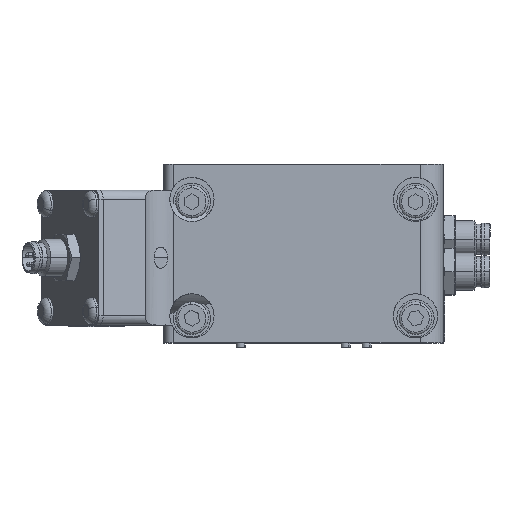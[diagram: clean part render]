
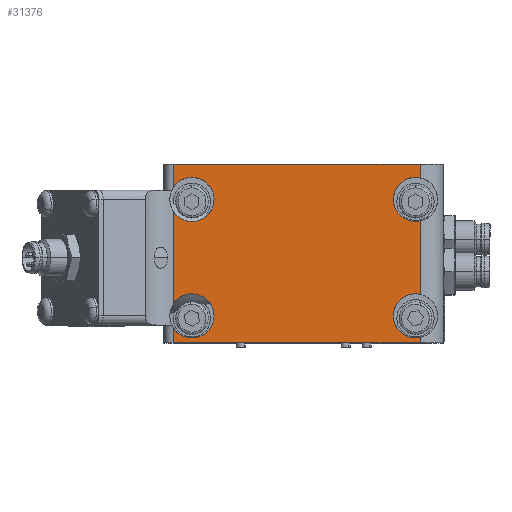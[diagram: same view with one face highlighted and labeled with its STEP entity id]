
A CAD part, top view. The second image highlights one B-rep face of the part: STEP entity #31376.
In plain terms, the highlighted planar face has unit normal (0, 0, 1).
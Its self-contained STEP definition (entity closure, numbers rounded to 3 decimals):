
#887 = DIRECTION ( 'NONE',  ( -1., 0., 0. ) ) ;
#1040 = CIRCLE ( 'NONE', #39256, 4.75 ) ;
#1300 = VERTEX_POINT ( 'NONE', #12563 ) ;
#1639 = ORIENTED_EDGE ( 'NONE', *, *, #31168, .T. ) ;
#2266 = ORIENTED_EDGE ( 'NONE', *, *, #36528, .T. ) ;
#2550 = VECTOR ( 'NONE', #37172, 1000. ) ;
#2556 = DIRECTION ( 'NONE',  ( 0., 0., -1. ) ) ;
#2953 = CARTESIAN_POINT ( 'NONE',  ( -4., -13.35, 33. ) ) ;
#3070 = CARTESIAN_POINT ( 'NONE',  ( -8., -15.912, 33. ) ) ;
#3087 = CARTESIAN_POINT ( 'NONE',  ( 44., 11.65, 33. ) ) ;
#4760 = VERTEX_POINT ( 'NONE', #15887 ) ;
#4955 = DIRECTION ( 'NONE',  ( -1., 0., 0. ) ) ;
#5021 = ORIENTED_EDGE ( 'NONE', *, *, #19656, .F. ) ;
#5273 = CARTESIAN_POINT ( 'NONE',  ( -8., -10.788, 33. ) ) ;
#5278 = CARTESIAN_POINT ( 'NONE',  ( 45., 19.15, 33. ) ) ;
#5317 = VECTOR ( 'NONE', #9466, 1000. ) ;
#5414 = VERTEX_POINT ( 'NONE', #32977 ) ;
#5587 = VERTEX_POINT ( 'NONE', #31405 ) ;
#6242 = DIRECTION ( 'NONE',  ( -1., 0., 0. ) ) ;
#6367 = DIRECTION ( 'NONE',  ( -1., 0., 0. ) ) ;
#6608 = DIRECTION ( 'NONE',  ( 0., 0., -1. ) ) ;
#6631 = ORIENTED_EDGE ( 'NONE', *, *, #14005, .T. ) ;
#6931 = EDGE_CURVE ( 'NONE', #32239, #5587, #27541, .T. ) ;
#7509 = VERTEX_POINT ( 'NONE', #9417 ) ;
#8288 = VERTEX_POINT ( 'NONE', #33199 ) ;
#9331 = EDGE_CURVE ( 'NONE', #7509, #30836, #15980, .T. ) ;
#9417 = CARTESIAN_POINT ( 'NONE',  ( -8., 9.088, 33. ) ) ;
#9466 = DIRECTION ( 'NONE',  ( 0., -1., 0. ) ) ;
#9581 = CIRCLE ( 'NONE', #20467, 4.75 ) ;
#9711 = ORIENTED_EDGE ( 'NONE', *, *, #11398, .T. ) ;
#10596 = AXIS2_PLACEMENT_3D ( 'NONE', #30514, #11069, #33785 ) ;
#10857 = ORIENTED_EDGE ( 'NONE', *, *, #11092, .T. ) ;
#11069 = DIRECTION ( 'NONE',  ( 0., 0., -1. ) ) ;
#11092 = EDGE_CURVE ( 'NONE', #20587, #33223, #23967, .T. ) ;
#11167 = CARTESIAN_POINT ( 'NONE',  ( 45., 19.15, 33. ) ) ;
#11387 = VERTEX_POINT ( 'NONE', #41754 ) ;
#11398 = EDGE_CURVE ( 'NONE', #30836, #29660, #40772, .T. ) ;
#11808 = ORIENTED_EDGE ( 'NONE', *, *, #31775, .T. ) ;
#12171 = EDGE_CURVE ( 'NONE', #13509, #4760, #39168, .T. ) ;
#12232 = LINE ( 'NONE', #25851, #28511 ) ;
#12563 = CARTESIAN_POINT ( 'NONE',  ( 45., -17.994, 33. ) ) ;
#12609 = ORIENTED_EDGE ( 'NONE', *, *, #20524, .T. ) ;
#13039 = EDGE_CURVE ( 'NONE', #5414, #28845, #37124, .T. ) ;
#13488 = EDGE_CURVE ( 'NONE', #11387, #32239, #22808, .T. ) ;
#13509 = VERTEX_POINT ( 'NONE', #22718 ) ;
#13573 = CARTESIAN_POINT ( 'NONE',  ( -8., 14.212, 33. ) ) ;
#13727 = CARTESIAN_POINT ( 'NONE',  ( 45., 19.15, 33. ) ) ;
#14005 = EDGE_CURVE ( 'NONE', #5587, #7509, #9581, .T. ) ;
#14227 = DIRECTION ( 'NONE',  ( 1., 0., 0. ) ) ;
#14456 = DIRECTION ( 'NONE',  ( 0., 0., -1. ) ) ;
#15202 = VECTOR ( 'NONE', #26028, 1000. ) ;
#15424 = CARTESIAN_POINT ( 'NONE',  ( 45., -19.15, 33. ) ) ;
#15887 = CARTESIAN_POINT ( 'NONE',  ( 39.25, 11.65, 33. ) ) ;
#15980 = LINE ( 'NONE', #32177, #5317 ) ;
#17246 = DIRECTION ( 'NONE',  ( 0., 0., -1. ) ) ;
#18165 = FACE_OUTER_BOUND ( 'NONE', #28284, .T. ) ;
#18513 = AXIS2_PLACEMENT_3D ( 'NONE', #2953, #25682, #6242 ) ;
#19656 = EDGE_CURVE ( 'NONE', #11387, #28845, #37754, .T. ) ;
#20338 = DIRECTION ( 'NONE',  ( 0., 0., -1. ) ) ;
#20467 = AXIS2_PLACEMENT_3D ( 'NONE', #21991, #2556, #25273 ) ;
#20524 = EDGE_CURVE ( 'NONE', #26990, #1300, #12232, .T. ) ;
#20587 = VERTEX_POINT ( 'NONE', #26278 ) ;
#20663 = ORIENTED_EDGE ( 'NONE', *, *, #12171, .T. ) ;
#21579 = EDGE_CURVE ( 'NONE', #29660, #34006, #24890, .T. ) ;
#21625 = CARTESIAN_POINT ( 'NONE',  ( 50., 19.15, 33. ) ) ;
#21863 = ORIENTED_EDGE ( 'NONE', *, *, #6931, .T. ) ;
#21991 = CARTESIAN_POINT ( 'NONE',  ( -4., 11.65, 33. ) ) ;
#22682 = DIRECTION ( 'NONE',  ( 0., 1., 0. ) ) ;
#22718 = CARTESIAN_POINT ( 'NONE',  ( 45., 7.006, 33. ) ) ;
#22722 = ORIENTED_EDGE ( 'NONE', *, *, #21579, .T. ) ;
#22792 = VECTOR ( 'NONE', #30033, 1000. ) ;
#22808 = LINE ( 'NONE', #32381, #15202 ) ;
#23477 = AXIS2_PLACEMENT_3D ( 'NONE', #26054, #6608, #29296 ) ;
#23536 = AXIS2_PLACEMENT_3D ( 'NONE', #39876, #20338, #887 ) ;
#23967 = CIRCLE ( 'NONE', #10596, 4.75 ) ;
#24269 = LINE ( 'NONE', #13727, #34931 ) ;
#24391 = PLANE ( 'NONE',  #31677 ) ;
#24890 = CIRCLE ( 'NONE', #23477, 4.75 ) ;
#25273 = DIRECTION ( 'NONE',  ( -1., 0., 0. ) ) ;
#25682 = DIRECTION ( 'NONE',  ( 0., 0., -1. ) ) ;
#25805 = DIRECTION ( 'NONE',  ( 0., 0., -1. ) ) ;
#25851 = CARTESIAN_POINT ( 'NONE',  ( 45., 19.15, 33. ) ) ;
#26028 = DIRECTION ( 'NONE',  ( 0., -1., 0. ) ) ;
#26054 = CARTESIAN_POINT ( 'NONE',  ( -4., -13.35, 33. ) ) ;
#26278 = CARTESIAN_POINT ( 'NONE',  ( 39.25, -13.35, 33. ) ) ;
#26671 = DIRECTION ( 'NONE',  ( 0., 1., 0. ) ) ;
#26979 = AXIS2_PLACEMENT_3D ( 'NONE', #36693, #17246, #39999 ) ;
#26990 = VERTEX_POINT ( 'NONE', #15424 ) ;
#27008 = LINE ( 'NONE', #33673, #41265 ) ;
#27541 = CIRCLE ( 'NONE', #40473, 4.75 ) ;
#28113 = CARTESIAN_POINT ( 'NONE',  ( 45., -8.706, 33. ) ) ;
#28284 = EDGE_LOOP ( 'NONE', ( #36670, #21863, #6631, #39182, #9711, #22722, #34656, #28950, #12609, #11808, #10857, #1639, #20663, #2266, #36200, #5021 ) ) ;
#28511 = VECTOR ( 'NONE', #22682, 1000. ) ;
#28845 = VERTEX_POINT ( 'NONE', #5278 ) ;
#28950 = ORIENTED_EDGE ( 'NONE', *, *, #35337, .T. ) ;
#29079 = VECTOR ( 'NONE', #41279, 1000. ) ;
#29296 = DIRECTION ( 'NONE',  ( -1., 0., 0. ) ) ;
#29660 = VERTEX_POINT ( 'NONE', #36465 ) ;
#29667 = EDGE_CURVE ( 'NONE', #34006, #8288, #40151, .T. ) ;
#29796 = CIRCLE ( 'NONE', #23536, 4.75 ) ;
#30033 = DIRECTION ( 'NONE',  ( 0., -1., 0. ) ) ;
#30514 = CARTESIAN_POINT ( 'NONE',  ( 44., -13.35, 33. ) ) ;
#30836 = VERTEX_POINT ( 'NONE', #5273 ) ;
#31168 = EDGE_CURVE ( 'NONE', #33223, #13509, #24269, .T. ) ;
#31376 = ADVANCED_FACE ( 'NONE', ( #18165 ), #24391, .F. ) ;
#31405 = CARTESIAN_POINT ( 'NONE',  ( 0.75, 11.65, 33. ) ) ;
#31677 = AXIS2_PLACEMENT_3D ( 'NONE', #40627, #37328, #4955 ) ;
#31775 = EDGE_CURVE ( 'NONE', #1300, #20587, #29796, .T. ) ;
#32177 = CARTESIAN_POINT ( 'NONE',  ( -8., 19.15, 33. ) ) ;
#32239 = VERTEX_POINT ( 'NONE', #13573 ) ;
#32381 = CARTESIAN_POINT ( 'NONE',  ( -8., 19.15, 33. ) ) ;
#32977 = CARTESIAN_POINT ( 'NONE',  ( 45., 16.294, 33. ) ) ;
#33199 = CARTESIAN_POINT ( 'NONE',  ( -8., -19.15, 33. ) ) ;
#33223 = VERTEX_POINT ( 'NONE', #28113 ) ;
#33312 = CARTESIAN_POINT ( 'NONE',  ( -8., 19.15, 33. ) ) ;
#33673 = CARTESIAN_POINT ( 'NONE',  ( 50., -19.15, 33. ) ) ;
#33785 = DIRECTION ( 'NONE',  ( -1., 0., 0. ) ) ;
#33907 = CARTESIAN_POINT ( 'NONE',  ( -4., 11.65, 33. ) ) ;
#34006 = VERTEX_POINT ( 'NONE', #3070 ) ;
#34656 = ORIENTED_EDGE ( 'NONE', *, *, #29667, .T. ) ;
#34931 = VECTOR ( 'NONE', #26671, 1000. ) ;
#35337 = EDGE_CURVE ( 'NONE', #8288, #26990, #27008, .T. ) ;
#36200 = ORIENTED_EDGE ( 'NONE', *, *, #13039, .T. ) ;
#36465 = CARTESIAN_POINT ( 'NONE',  ( 0.75, -13.35, 33. ) ) ;
#36528 = EDGE_CURVE ( 'NONE', #4760, #5414, #1040, .T. ) ;
#36670 = ORIENTED_EDGE ( 'NONE', *, *, #13488, .T. ) ;
#36693 = CARTESIAN_POINT ( 'NONE',  ( 44., 11.65, 33. ) ) ;
#37124 = LINE ( 'NONE', #11167, #2550 ) ;
#37172 = DIRECTION ( 'NONE',  ( 0., 1., 0. ) ) ;
#37202 = DIRECTION ( 'NONE',  ( -1., 0., 0. ) ) ;
#37328 = DIRECTION ( 'NONE',  ( 0., 0., -1. ) ) ;
#37754 = LINE ( 'NONE', #21625, #29079 ) ;
#39168 = CIRCLE ( 'NONE', #26979, 4.75 ) ;
#39182 = ORIENTED_EDGE ( 'NONE', *, *, #9331, .T. ) ;
#39256 = AXIS2_PLACEMENT_3D ( 'NONE', #3087, #25805, #6367 ) ;
#39876 = CARTESIAN_POINT ( 'NONE',  ( 44., -13.35, 33. ) ) ;
#39999 = DIRECTION ( 'NONE',  ( -1., 0., 0. ) ) ;
#40151 = LINE ( 'NONE', #33312, #22792 ) ;
#40473 = AXIS2_PLACEMENT_3D ( 'NONE', #33907, #14456, #37202 ) ;
#40627 = CARTESIAN_POINT ( 'NONE',  ( 50., 19.15, 33. ) ) ;
#40772 = CIRCLE ( 'NONE', #18513, 4.75 ) ;
#41265 = VECTOR ( 'NONE', #14227, 1000. ) ;
#41279 = DIRECTION ( 'NONE',  ( 1., 0., 0. ) ) ;
#41754 = CARTESIAN_POINT ( 'NONE',  ( -8., 19.15, 33. ) ) ;
